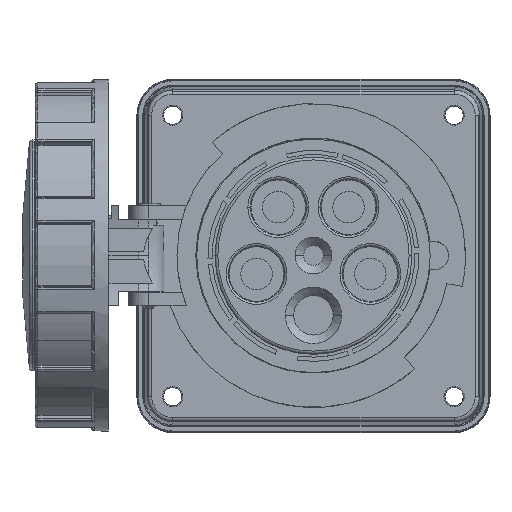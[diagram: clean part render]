
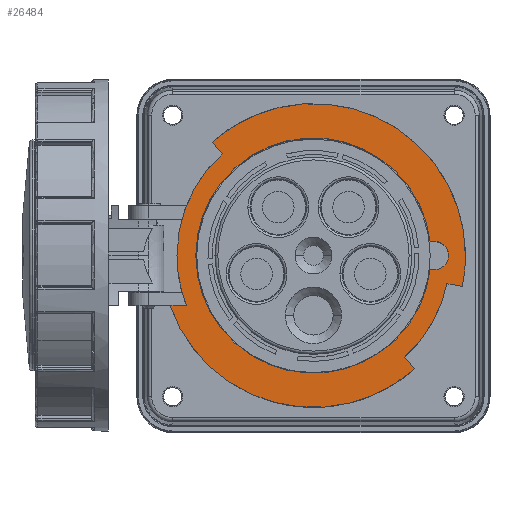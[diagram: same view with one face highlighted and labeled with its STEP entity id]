
A CAD part, top view. The second image highlights one B-rep face of the part: STEP entity #26484.
In plain terms, the highlighted planar face has unit normal (0, 0, 1).
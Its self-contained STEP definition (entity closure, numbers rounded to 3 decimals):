
#292 = AXIS2_PLACEMENT_3D ( 'NONE', #8492, #38082, #20440 ) ;
#503 = VERTEX_POINT ( 'NONE', #10165 ) ;
#633 = CARTESIAN_POINT ( 'NONE',  ( -35.941, 40.302, 90.5 ) ) ;
#754 = AXIS2_PLACEMENT_3D ( 'NONE', #22644, #37534, #10675 ) ;
#926 = VECTOR ( 'NONE', #19786, 1000. ) ;
#1110 = CARTESIAN_POINT ( 'NONE',  ( -48.5, 0., 90.5 ) ) ;
#1202 = CARTESIAN_POINT ( 'NONE',  ( 43.1, 0., 90.5 ) ) ;
#1299 = AXIS2_PLACEMENT_3D ( 'NONE', #26614, #37991, #23496 ) ;
#1901 = DIRECTION ( 'NONE',  ( 0.963, 0.268, 0. ) ) ;
#2088 = CARTESIAN_POINT ( 'NONE',  ( 0., 0., 90.5 ) ) ;
#2245 = EDGE_CURVE ( 'NONE', #22301, #4149, #9151, .T. ) ;
#2394 = LINE ( 'NONE', #38655, #36377 ) ;
#3089 = VECTOR ( 'NONE', #16154, 1000. ) ;
#4054 = DIRECTION ( 'NONE',  ( -0.643, 0.766, 0. ) ) ;
#4149 = VERTEX_POINT ( 'NONE', #18006 ) ;
#5034 = CARTESIAN_POINT ( 'NONE',  ( 43.1, 5., 90.5 ) ) ;
#5095 = ORIENTED_EDGE ( 'NONE', *, *, #33403, .T. ) ;
#5131 = CARTESIAN_POINT ( 'NONE',  ( 32.404, -36.087, 90.5 ) ) ;
#6206 = CIRCLE ( 'NONE', #20617, 5. ) ;
#6271 = EDGE_CURVE ( 'NONE', #38483, #6648, #8414, .T. ) ;
#6318 = CARTESIAN_POINT ( 'NONE',  ( 0., 0., 90.5 ) ) ;
#6540 = ORIENTED_EDGE ( 'NONE', *, *, #17008, .T. ) ;
#6648 = VERTEX_POINT ( 'NONE', #5034 ) ;
#6689 = EDGE_CURVE ( 'NONE', #24558, #12702, #27661, .T. ) ;
#7043 = EDGE_CURVE ( 'NONE', #4149, #29676, #16451, .T. ) ;
#7397 = LINE ( 'NONE', #16801, #29423 ) ;
#7797 = CIRCLE ( 'NONE', #20953, 41.8 ) ;
#8272 = VERTEX_POINT ( 'NONE', #5131 ) ;
#8414 = LINE ( 'NONE', #37294, #3089 ) ;
#8492 = CARTESIAN_POINT ( 'NONE',  ( 43.1, 0., 90.5 ) ) ;
#8530 = EDGE_LOOP ( 'NONE', ( #32516, #21360, #8854, #9832, #17039, #18626 ) ) ;
#8854 = ORIENTED_EDGE ( 'NONE', *, *, #15252, .T. ) ;
#9151 = CIRCLE ( 'NONE', #24198, 54. ) ;
#9207 = DIRECTION ( 'NONE',  ( 0., 0., 1. ) ) ;
#9279 = DIRECTION ( 'NONE',  ( 0., 0., 1. ) ) ;
#9485 = EDGE_CURVE ( 'NONE', #12702, #28876, #2394, .T. ) ;
#9832 = ORIENTED_EDGE ( 'NONE', *, *, #33893, .T. ) ;
#10165 = CARTESIAN_POINT ( 'NONE',  ( 43.1, -5., 90.5 ) ) ;
#10192 = CARTESIAN_POINT ( 'NONE',  ( -45.135, -17.75, 90.5 ) ) ;
#10271 = PLANE ( 'NONE',  #30442 ) ;
#10675 = DIRECTION ( 'NONE',  ( 1., 0., 0. ) ) ;
#11698 = VERTEX_POINT ( 'NONE', #25847 ) ;
#11768 = CARTESIAN_POINT ( 'NONE',  ( 35.941, -40.302, 90.5 ) ) ;
#12198 = CIRCLE ( 'NONE', #292, 5. ) ;
#12365 = ORIENTED_EDGE ( 'NONE', *, *, #6689, .T. ) ;
#12626 = VERTEX_POINT ( 'NONE', #23205 ) ;
#12702 = VERTEX_POINT ( 'NONE', #10192 ) ;
#12775 = EDGE_CURVE ( 'NONE', #29676, #11698, #19584, .T. ) ;
#13467 = CIRCLE ( 'NONE', #30995, 54. ) ;
#13794 = EDGE_CURVE ( 'NONE', #8272, #17619, #37213, .T. ) ;
#14455 = CIRCLE ( 'NONE', #1299, 48.5 ) ;
#15161 = CARTESIAN_POINT ( 'NONE',  ( 0., 0., 90.5 ) ) ;
#15252 = EDGE_CURVE ( 'NONE', #6648, #12626, #6206, .T. ) ;
#15584 = CARTESIAN_POINT ( 'NONE',  ( 0., 0., 90.5 ) ) ;
#16154 = DIRECTION ( 'NONE',  ( 1., 0., 0. ) ) ;
#16174 = DIRECTION ( 'NONE',  ( 1., 0., 0. ) ) ;
#16214 = CARTESIAN_POINT ( 'NONE',  ( 0., 0., 90.5 ) ) ;
#16451 = CIRCLE ( 'NONE', #754, 54. ) ;
#16801 = CARTESIAN_POINT ( 'NONE',  ( 47.454, -10.019, 90.5 ) ) ;
#17008 = EDGE_CURVE ( 'NONE', #11698, #24558, #14455, .T. ) ;
#17039 = ORIENTED_EDGE ( 'NONE', *, *, #33406, .T. ) ;
#17619 = VERTEX_POINT ( 'NONE', #31592 ) ;
#17636 = CARTESIAN_POINT ( 'NONE',  ( 0., 0., 90.5 ) ) ;
#18006 = CARTESIAN_POINT ( 'NONE',  ( 54., 0., 90.5 ) ) ;
#18551 = VERTEX_POINT ( 'NONE', #22244 ) ;
#18626 = ORIENTED_EDGE ( 'NONE', *, *, #35163, .F. ) ;
#18750 = CARTESIAN_POINT ( 'NONE',  ( 43.1, -5., 90.5 ) ) ;
#19513 = DIRECTION ( 'NONE',  ( 0., 0., 1. ) ) ;
#19584 = LINE ( 'NONE', #37616, #926 ) ;
#19786 = DIRECTION ( 'NONE',  ( 0.643, -0.766, 0. ) ) ;
#20364 = EDGE_LOOP ( 'NONE', ( #30143, #25720, #5095, #27822, #38421, #34844, #31750, #26661, #6540, #12365 ) ) ;
#20440 = DIRECTION ( 'NONE',  ( 1., 0., 0. ) ) ;
#20612 = CARTESIAN_POINT ( 'NONE',  ( 52.873, -10.975, 90.5 ) ) ;
#20617 = AXIS2_PLACEMENT_3D ( 'NONE', #1202, #34143, #34317 ) ;
#20953 = AXIS2_PLACEMENT_3D ( 'NONE', #6318, #36118, #24561 ) ;
#21112 = LINE ( 'NONE', #27770, #23462 ) ;
#21360 = ORIENTED_EDGE ( 'NONE', *, *, #6271, .T. ) ;
#21847 = DIRECTION ( 'NONE',  ( 0., 0., 1. ) ) ;
#22193 = CARTESIAN_POINT ( 'NONE',  ( 41.5, 5., 90.5 ) ) ;
#22244 = CARTESIAN_POINT ( 'NONE',  ( -41.8, 0., 90.5 ) ) ;
#22301 = VERTEX_POINT ( 'NONE', #20612 ) ;
#22451 = CIRCLE ( 'NONE', #27437, 41.8 ) ;
#22644 = CARTESIAN_POINT ( 'NONE',  ( 0., 0., 90.5 ) ) ;
#22743 = EDGE_CURVE ( 'NONE', #38483, #18551, #22451, .T. ) ;
#22810 = VECTOR ( 'NONE', #36391, 1000. ) ;
#22852 = VERTEX_POINT ( 'NONE', #11768 ) ;
#23205 = CARTESIAN_POINT ( 'NONE',  ( 48.1, 0., 90.5 ) ) ;
#23462 = VECTOR ( 'NONE', #4054, 1000. ) ;
#23496 = DIRECTION ( 'NONE',  ( 0.963, 0.268, 0. ) ) ;
#24055 = LINE ( 'NONE', #18750, #22810 ) ;
#24198 = AXIS2_PLACEMENT_3D ( 'NONE', #16214, #19513, #28546 ) ;
#24558 = VERTEX_POINT ( 'NONE', #1110 ) ;
#24561 = DIRECTION ( 'NONE',  ( 0., 1., 0. ) ) ;
#24569 = DIRECTION ( 'NONE',  ( 0., 1., 0. ) ) ;
#24657 = EDGE_CURVE ( 'NONE', #17619, #22301, #7397, .T. ) ;
#24665 = VERTEX_POINT ( 'NONE', #31882 ) ;
#24989 = CARTESIAN_POINT ( 'NONE',  ( 4.065, 0., 90.5 ) ) ;
#25720 = ORIENTED_EDGE ( 'NONE', *, *, #33717, .T. ) ;
#25795 = DIRECTION ( 'NONE',  ( 0.985, -0.174, 0. ) ) ;
#25847 = CARTESIAN_POINT ( 'NONE',  ( -32.404, 36.087, 90.5 ) ) ;
#26484 = ADVANCED_FACE ( 'NONE', ( #34001, #34368 ), #10271, .T. ) ;
#26614 = CARTESIAN_POINT ( 'NONE',  ( 0., 0., 90.5 ) ) ;
#26661 = ORIENTED_EDGE ( 'NONE', *, *, #12775, .T. ) ;
#27437 = AXIS2_PLACEMENT_3D ( 'NONE', #17636, #9207, #35278 ) ;
#27507 = DIRECTION ( 'NONE',  ( 0., 0., 1. ) ) ;
#27661 = CIRCLE ( 'NONE', #37668, 48.5 ) ;
#27770 = CARTESIAN_POINT ( 'NONE',  ( 35.941, -40.302, 90.5 ) ) ;
#27822 = ORIENTED_EDGE ( 'NONE', *, *, #13794, .T. ) ;
#28546 = DIRECTION ( 'NONE',  ( 1., 0., 0. ) ) ;
#28876 = VERTEX_POINT ( 'NONE', #29557 ) ;
#29423 = VECTOR ( 'NONE', #25795, 1000. ) ;
#29451 = DIRECTION ( 'NONE',  ( -1., 0., 0. ) ) ;
#29557 = CARTESIAN_POINT ( 'NONE',  ( -50.999, -17.75, 90.5 ) ) ;
#29676 = VERTEX_POINT ( 'NONE', #633 ) ;
#30143 = ORIENTED_EDGE ( 'NONE', *, *, #9485, .T. ) ;
#30442 = AXIS2_PLACEMENT_3D ( 'NONE', #24989, #21847, #16174 ) ;
#30477 = DIRECTION ( 'NONE',  ( 1., 0., 0. ) ) ;
#30995 = AXIS2_PLACEMENT_3D ( 'NONE', #15584, #9279, #30477 ) ;
#31592 = CARTESIAN_POINT ( 'NONE',  ( 47.454, -10.019, 90.5 ) ) ;
#31704 = DIRECTION ( 'NONE',  ( 0., 0., 1. ) ) ;
#31750 = ORIENTED_EDGE ( 'NONE', *, *, #7043, .T. ) ;
#31882 = CARTESIAN_POINT ( 'NONE',  ( 41.5, -5., 90.5 ) ) ;
#32516 = ORIENTED_EDGE ( 'NONE', *, *, #22743, .F. ) ;
#33403 = EDGE_CURVE ( 'NONE', #22852, #8272, #21112, .T. ) ;
#33406 = EDGE_CURVE ( 'NONE', #503, #24665, #24055, .T. ) ;
#33459 = AXIS2_PLACEMENT_3D ( 'NONE', #15161, #27507, #24569 ) ;
#33717 = EDGE_CURVE ( 'NONE', #28876, #22852, #13467, .T. ) ;
#33893 = EDGE_CURVE ( 'NONE', #12626, #503, #12198, .T. ) ;
#34001 = FACE_BOUND ( 'NONE', #8530, .T. ) ;
#34143 = DIRECTION ( 'NONE',  ( 0., 0., -1. ) ) ;
#34317 = DIRECTION ( 'NONE',  ( 1., 0., 0. ) ) ;
#34368 = FACE_OUTER_BOUND ( 'NONE', #20364, .T. ) ;
#34844 = ORIENTED_EDGE ( 'NONE', *, *, #2245, .T. ) ;
#35163 = EDGE_CURVE ( 'NONE', #18551, #24665, #7797, .T. ) ;
#35278 = DIRECTION ( 'NONE',  ( 0., 1., 0. ) ) ;
#36118 = DIRECTION ( 'NONE',  ( 0., 0., 1. ) ) ;
#36377 = VECTOR ( 'NONE', #29451, 1000. ) ;
#36391 = DIRECTION ( 'NONE',  ( -1., 0., 0. ) ) ;
#37213 = CIRCLE ( 'NONE', #33459, 48.5 ) ;
#37294 = CARTESIAN_POINT ( 'NONE',  ( 41.5, 5., 90.5 ) ) ;
#37534 = DIRECTION ( 'NONE',  ( 0., 0., 1. ) ) ;
#37616 = CARTESIAN_POINT ( 'NONE',  ( -35.941, 40.302, 90.5 ) ) ;
#37668 = AXIS2_PLACEMENT_3D ( 'NONE', #2088, #31704, #1901 ) ;
#37991 = DIRECTION ( 'NONE',  ( 0., 0., 1. ) ) ;
#38082 = DIRECTION ( 'NONE',  ( 0., 0., -1. ) ) ;
#38421 = ORIENTED_EDGE ( 'NONE', *, *, #24657, .T. ) ;
#38483 = VERTEX_POINT ( 'NONE', #22193 ) ;
#38655 = CARTESIAN_POINT ( 'NONE',  ( -45.135, -17.75, 90.5 ) ) ;
